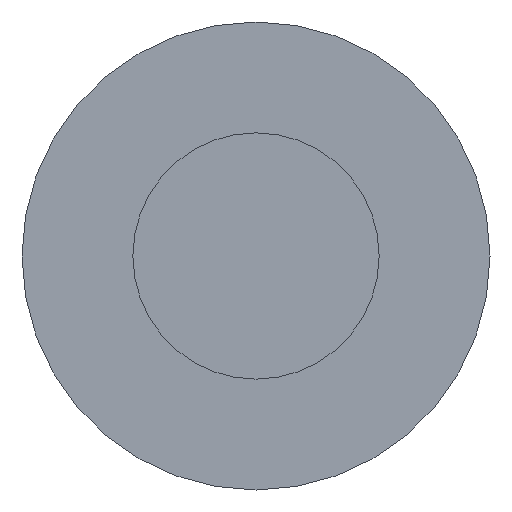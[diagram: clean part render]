
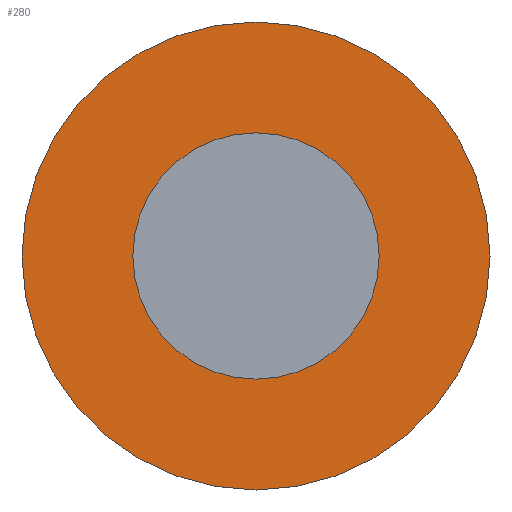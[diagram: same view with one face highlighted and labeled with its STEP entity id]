
A CAD part, front view. The second image highlights one B-rep face of the part: STEP entity #280.
In plain terms, the highlighted planar face has unit normal (0, -1, 0).
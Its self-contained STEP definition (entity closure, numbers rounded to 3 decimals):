
#71 = CARTESIAN_POINT ( 'NONE',  ( 0., 0., 0. ) ) ;
#72 = DIRECTION ( 'NONE',  ( 0., -1., 0. ) ) ;
#74 = DIRECTION ( 'NONE',  ( 0., 0., -1. ) ) ;
#78 = CARTESIAN_POINT ( 'NONE',  ( 0., 0., 0. ) ) ;
#79 = DIRECTION ( 'NONE',  ( 0., -1., 0. ) ) ;
#80 = DIRECTION ( 'NONE',  ( 0., 0., -1. ) ) ;
#83 = CARTESIAN_POINT ( 'NONE',  ( 0., 0., 0. ) ) ;
#84 = PLANE ( 'NONE',  #265 ) ;
#85 = DIRECTION ( 'NONE',  ( 0., -1., 0. ) ) ;
#86 = DIRECTION ( 'NONE',  ( 0., 0., -1. ) ) ;
#128 = VERTEX_POINT ( 'NONE', #407 ) ;
#207 = EDGE_CURVE ( 'NONE', #217, #217, #314, .T. ) ;
#217 = VERTEX_POINT ( 'NONE', #409 ) ;
#265 = AXIS2_PLACEMENT_3D ( 'NONE', #83, #85, #86 ) ;
#274 = EDGE_CURVE ( 'NONE', #128, #128, #306, .T. ) ;
#277 = AXIS2_PLACEMENT_3D ( 'NONE', #78, #79, #80 ) ;
#280 = ADVANCED_FACE ( 'NONE', ( #298, #312 ), #84, .T. ) ;
#283 = ORIENTED_EDGE ( 'NONE', *, *, #274, .T. ) ;
#286 = AXIS2_PLACEMENT_3D ( 'NONE', #71, #72, #74 ) ;
#298 = FACE_BOUND ( 'NONE', #358, .T. ) ;
#306 = CIRCLE ( 'NONE', #277, 2.85 ) ;
#312 = FACE_OUTER_BOUND ( 'NONE', #362, .T. ) ;
#314 = CIRCLE ( 'NONE', #286, 1.5 ) ;
#358 = EDGE_LOOP ( 'NONE', ( #402 ) ) ;
#362 = EDGE_LOOP ( 'NONE', ( #283 ) ) ;
#402 = ORIENTED_EDGE ( 'NONE', *, *, #207, .F. ) ;
#407 = CARTESIAN_POINT ( 'NONE',  ( 0., 0., -2.85 ) ) ;
#409 = CARTESIAN_POINT ( 'NONE',  ( 0., 0., -1.5 ) ) ;
